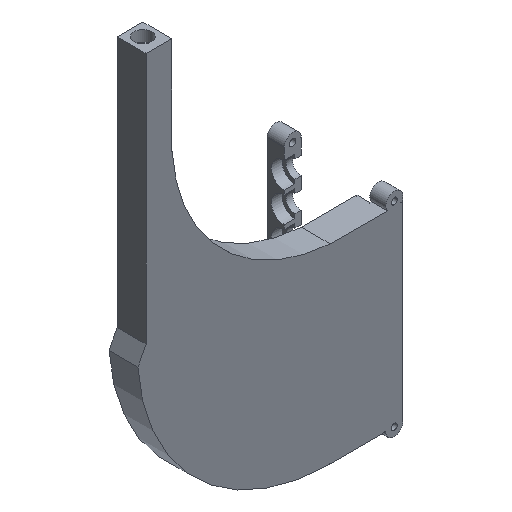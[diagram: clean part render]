
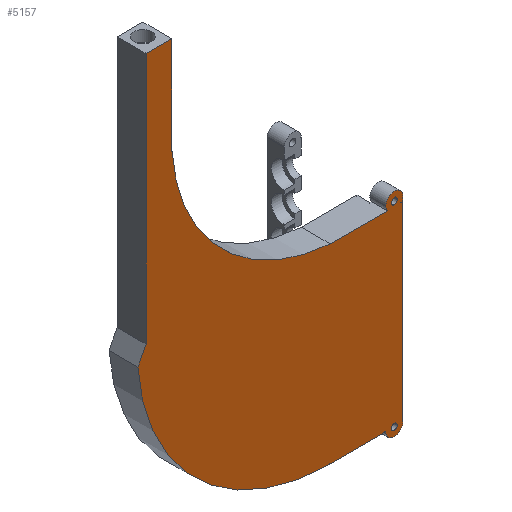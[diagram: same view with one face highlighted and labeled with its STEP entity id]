
A CAD part, isometric view. The second image highlights one B-rep face of the part: STEP entity #5157.
In plain terms, the highlighted planar face has unit normal (0, -1, 0).
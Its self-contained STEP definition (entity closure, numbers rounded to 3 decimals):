
#205=FACE_BOUND('',#731,.T.);
#206=FACE_BOUND('',#732,.T.);
#439=FACE_OUTER_BOUND('',#730,.T.);
#730=EDGE_LOOP('',(#4366,#4367,#4368,#4369,#4370,#4371,#4372,#4373,#4374,
#4375,#4376,#4377,#4378));
#731=EDGE_LOOP('',(#4379));
#732=EDGE_LOOP('',(#4380,#4381));
#936=LINE('',#7760,#1446);
#937=LINE('',#7763,#1447);
#1124=LINE('',#8344,#1634);
#1185=LINE('',#8617,#1695);
#1186=LINE('',#8619,#1696);
#1187=LINE('',#8622,#1697);
#1188=LINE('',#8624,#1698);
#1189=LINE('',#8626,#1699);
#1446=VECTOR('',#6101,10.);
#1447=VECTOR('',#6104,10.);
#1634=VECTOR('',#6679,10.);
#1695=VECTOR('',#6948,10.);
#1696=VECTOR('',#6949,10.);
#1697=VECTOR('',#6952,10.);
#1698=VECTOR('',#6953,10.);
#1699=VECTOR('',#6954,10.);
#1933=CIRCLE('',#5563,4.);
#1962=CIRCLE('',#5650,80.);
#1963=CIRCLE('',#5651,5.);
#1964=CIRCLE('',#5652,90.);
#1965=CIRCLE('',#5653,4.);
#1966=CIRCLE('',#5654,1.375);
#1967=CIRCLE('',#5655,1.375);
#1968=CIRCLE('',#5656,1.375);
#2116=VERTEX_POINT('',#7753);
#2119=VERTEX_POINT('',#7758);
#2120=VERTEX_POINT('',#7762);
#2319=VERTEX_POINT('',#8341);
#2320=VERTEX_POINT('',#8343);
#2331=VERTEX_POINT('',#8382);
#2332=VERTEX_POINT('',#8384);
#2365=VERTEX_POINT('',#8613);
#2366=VERTEX_POINT('',#8615);
#2367=VERTEX_POINT('',#8618);
#2368=VERTEX_POINT('',#8620);
#2369=VERTEX_POINT('',#8623);
#2370=VERTEX_POINT('',#8625);
#2371=VERTEX_POINT('',#8628);
#2372=VERTEX_POINT('',#8630);
#2373=VERTEX_POINT('',#8631);
#2658=EDGE_CURVE('',#2116,#2119,#936,.T.);
#2659=EDGE_CURVE('',#2120,#2116,#937,.T.);
#2951=EDGE_CURVE('',#2320,#2319,#1124,.T.);
#2973=EDGE_CURVE('',#2332,#2331,#1933,.T.);
#3067=EDGE_CURVE('',#2319,#2365,#1962,.T.);
#3068=EDGE_CURVE('',#2365,#2366,#1963,.T.);
#3069=EDGE_CURVE('',#2366,#2120,#1185,.T.);
#3070=EDGE_CURVE('',#2119,#2367,#1186,.T.);
#3071=EDGE_CURVE('',#2367,#2368,#1964,.T.);
#3072=EDGE_CURVE('',#2368,#2332,#1187,.T.);
#3073=EDGE_CURVE('',#2331,#2369,#1188,.T.);
#3074=EDGE_CURVE('',#2369,#2370,#1189,.T.);
#3075=EDGE_CURVE('',#2370,#2320,#1965,.T.);
#3076=EDGE_CURVE('',#2371,#2371,#1966,.T.);
#3077=EDGE_CURVE('',#2372,#2373,#1967,.T.);
#3078=EDGE_CURVE('',#2373,#2372,#1968,.T.);
#4366=ORIENTED_EDGE('',*,*,#2951,.T.);
#4367=ORIENTED_EDGE('',*,*,#3067,.T.);
#4368=ORIENTED_EDGE('',*,*,#3068,.T.);
#4369=ORIENTED_EDGE('',*,*,#3069,.T.);
#4370=ORIENTED_EDGE('',*,*,#2659,.T.);
#4371=ORIENTED_EDGE('',*,*,#2658,.T.);
#4372=ORIENTED_EDGE('',*,*,#3070,.T.);
#4373=ORIENTED_EDGE('',*,*,#3071,.T.);
#4374=ORIENTED_EDGE('',*,*,#3072,.T.);
#4375=ORIENTED_EDGE('',*,*,#2973,.T.);
#4376=ORIENTED_EDGE('',*,*,#3073,.T.);
#4377=ORIENTED_EDGE('',*,*,#3074,.T.);
#4378=ORIENTED_EDGE('',*,*,#3075,.T.);
#4379=ORIENTED_EDGE('',*,*,#3076,.T.);
#4380=ORIENTED_EDGE('',*,*,#3077,.T.);
#4381=ORIENTED_EDGE('',*,*,#3078,.T.);
#4887=PLANE('',#5649);
#5157=ADVANCED_FACE('',(#439,#205,#206),#4887,.F.);
#5563=AXIS2_PLACEMENT_3D('',#8385,#6723,#6724);
#5649=AXIS2_PLACEMENT_3D('',#8612,#6942,#6943);
#5650=AXIS2_PLACEMENT_3D('',#8614,#6944,#6945);
#5651=AXIS2_PLACEMENT_3D('',#8616,#6946,#6947);
#5652=AXIS2_PLACEMENT_3D('',#8621,#6950,#6951);
#5653=AXIS2_PLACEMENT_3D('',#8627,#6955,#6956);
#5654=AXIS2_PLACEMENT_3D('',#8629,#6957,#6958);
#5655=AXIS2_PLACEMENT_3D('',#8632,#6959,#6960);
#5656=AXIS2_PLACEMENT_3D('',#8633,#6961,#6962);
#6101=DIRECTION('',(0.,0.,-1.));
#6104=DIRECTION('',(-1.,0.,0.));
#6679=DIRECTION('',(-1.,0.,0.));
#6723=DIRECTION('center_axis',(0.,-1.,0.));
#6724=DIRECTION('ref_axis',(1.,0.,0.));
#6942=DIRECTION('center_axis',(0.,1.,0.));
#6943=DIRECTION('ref_axis',(1.,0.,0.));
#6944=DIRECTION('center_axis',(0.,1.,0.));
#6945=DIRECTION('ref_axis',(-0.074,0.,-0.997));
#6946=DIRECTION('center_axis',(0.,1.,0.));
#6947=DIRECTION('ref_axis',(-0.4,0.,0.917));
#6948=DIRECTION('',(0.,0.,1.));
#6949=DIRECTION('',(-0.457,0.,-0.889));
#6950=DIRECTION('center_axis',(0.,-1.,0.));
#6951=DIRECTION('ref_axis',(0.,0.,-1.));
#6952=DIRECTION('',(1.,0.,0.));
#6953=DIRECTION('',(0.,0.,1.));
#6954=DIRECTION('',(-1.,0.,0.));
#6955=DIRECTION('center_axis',(0.,-1.,0.));
#6956=DIRECTION('ref_axis',(1.,0.,0.));
#6957=DIRECTION('center_axis',(0.,1.,0.));
#6958=DIRECTION('ref_axis',(1.,0.,0.));
#6959=DIRECTION('center_axis',(0.,1.,0.));
#6960=DIRECTION('ref_axis',(1.,0.,0.));
#6961=DIRECTION('center_axis',(0.,1.,0.));
#6962=DIRECTION('ref_axis',(1.,0.,0.));
#7753=CARTESIAN_POINT('',(-6.,-7.5,34.));
#7758=CARTESIAN_POINT('',(-6.,-7.5,-83.57));
#7760=CARTESIAN_POINT('',(-6.,-7.5,34.));
#7762=CARTESIAN_POINT('',(6.,-7.5,34.));
#7763=CARTESIAN_POINT('',(6.,-7.5,34.));
#8341=CARTESIAN_POINT('',(80.,-7.5,-86.));
#8343=CARTESIAN_POINT('',(106.684,-7.5,-86.));
#8344=CARTESIAN_POINT('',(114.,-7.5,-86.));
#8382=CARTESIAN_POINT('',(114.,-7.5,-175.));
#8384=CARTESIAN_POINT('',(106.,-7.5,-175.));
#8385=CARTESIAN_POINT('Origin',(110.,-7.5,-175.));
#8612=CARTESIAN_POINT('Origin',(94.,-7.5,-100.));
#8613=CARTESIAN_POINT('',(6.135,-7.5,-11.639));
#8614=CARTESIAN_POINT('Origin',(85.952,-7.5,-6.222));
#8615=CARTESIAN_POINT('',(6.,-7.5,-11.583));
#8616=CARTESIAN_POINT('Origin',(8.,-7.5,-7.));
#8617=CARTESIAN_POINT('',(6.,-7.5,-15.));
#8618=CARTESIAN_POINT('',(-9.802,-7.5,-90.968));
#8619=CARTESIAN_POINT('',(-9.802,-7.5,-90.968));
#8620=CARTESIAN_POINT('',(80.,-7.5,-175.));
#8621=CARTESIAN_POINT('Origin',(80.,-7.5,-85.));
#8622=CARTESIAN_POINT('',(80.,-7.5,-175.));
#8623=CARTESIAN_POINT('',(114.,-7.5,-86.));
#8624=CARTESIAN_POINT('',(114.,-7.5,-175.));
#8625=CARTESIAN_POINT('',(113.316,-7.5,-86.));
#8626=CARTESIAN_POINT('',(114.,-7.5,-86.));
#8627=CARTESIAN_POINT('Origin',(110.,-7.5,-83.764));
#8628=CARTESIAN_POINT('',(108.625,-7.5,-83.764));
#8629=CARTESIAN_POINT('Origin',(110.,-7.5,-83.764));
#8630=CARTESIAN_POINT('',(111.375,-7.5,-175.));
#8631=CARTESIAN_POINT('',(108.625,-7.5,-175.));
#8632=CARTESIAN_POINT('Origin',(110.,-7.5,-175.));
#8633=CARTESIAN_POINT('Origin',(110.,-7.5,-175.));
